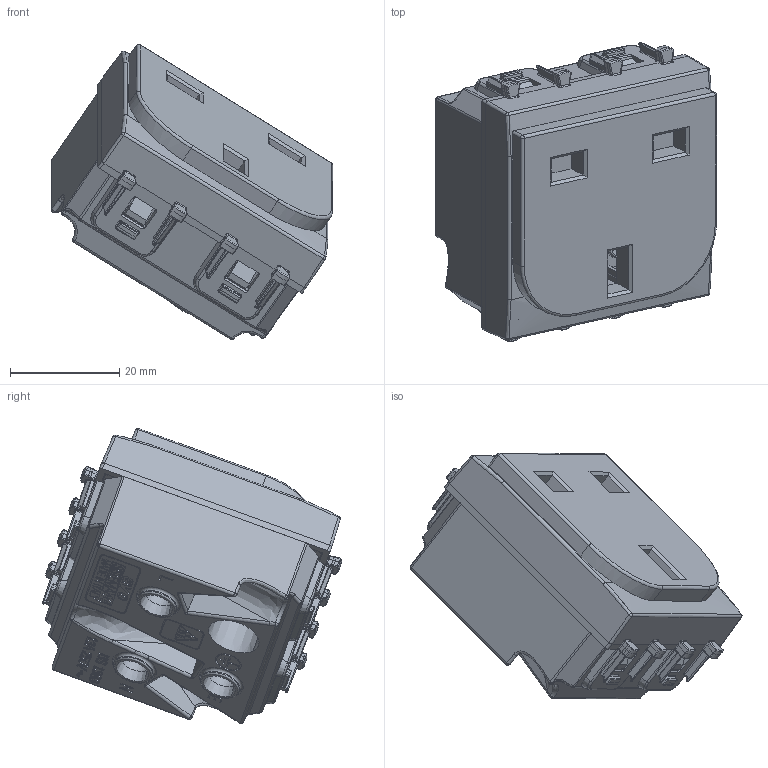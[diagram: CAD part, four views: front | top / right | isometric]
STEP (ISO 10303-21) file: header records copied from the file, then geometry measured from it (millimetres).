
FILE_DESCRIPTION(('CATIA V5 STEP Exchange'),'2;1');
FILE_NAME('441097TS.stp','2024-03-06T09:05:44+00:00',('none'),('none'),'CATIA Version 5-6 Release 2016 SP6','CATIA V5 STEP AP203','none');
FILE_SCHEMA(('CONFIG_CONTROL_DESIGN'));
Products named in the file (4): 44X097TS@; AS1610; AS1611; AS1612
Assembly tree (15 placements, depth 3):
  44X097TS@
    #57
    #69445
    #131126
    AS1610
      #132354
      #133209
      #133845
    AS1611
      #132354
      #133209
      #133845
    AS1612
      #132354
      #133209
      #133845
Bounding box: 51.49 x 54.83 x 54.1 mm (x, y, z)
Volume: 22045 mm3; surface area: 34061.4 mm2
Topology: 12 solids, 12 shells, 3442 faces, 9322 edges, 5846 vertices
Faces by surface type: plane 2176, cylinder 644, bspline 266, cone 192, sphere 104, torus 33, extrusion 27
Entity records: 134322 total; most frequent: CARTESIAN_POINT 58717, ORIENTED_EDGE 17776, DIRECTION 11859, EDGE_CURVE 8888, VECTOR 6022, LINE 5995, VERTEX_POINT 5648, EDGE_LOOP 3434
